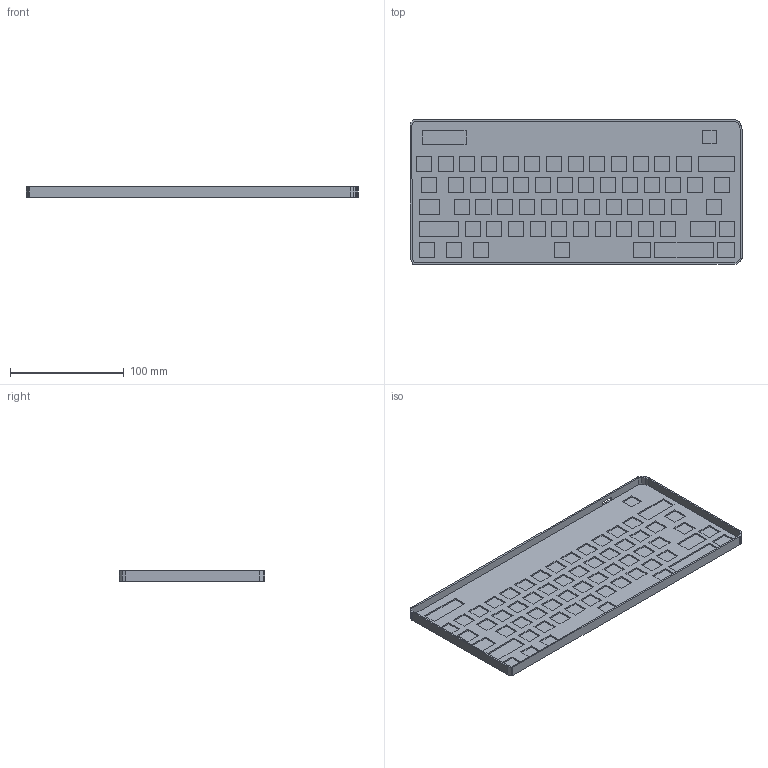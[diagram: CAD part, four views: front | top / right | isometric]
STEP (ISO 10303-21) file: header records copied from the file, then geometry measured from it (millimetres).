
FILE_DESCRIPTION(('Designed by EasyEDA Pro'),'2;1');
FILE_NAME('Open CASCADE Shape Model','2025-11-25T21:56:32',('Author'),( 'Open CASCADE'),'Open CASCADE STEP processor 7.8','Open CASCADE 7.8' ,'Unknown');
FILE_SCHEMA(('AUTOMOTIVE_DESIGN { 1 0 10303 214 1 1 1 1 }'));
Length unit declared in the file: millimetre
Products named in the file (1): Open CASCADE STEP translator 7.8 2
Bounding box: 291.7 x 127.61 x 8.89 mm (x, y, z)
Volume: 48961.8 mm3; surface area: 92080.2 mm2
Topology: 1 solids, 1 shells, 476 faces, 1230 edges, 820 vertices
Faces by surface type: bspline 476
Entity records: 26508 total; most frequent: CARTESIAN_POINT 10105, B_SPLINE_CURVE_WITH_KNOTS 3690, ORIENTED_EDGE 2460, PCURVE 2460, DEFINITIONAL_REPRESENTATION 2460, EDGE_CURVE 1230, SURFACE_CURVE 1230, VERTEX_POINT 820
